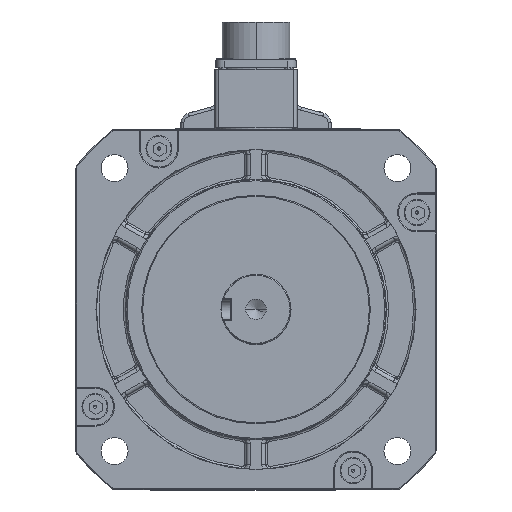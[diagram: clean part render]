
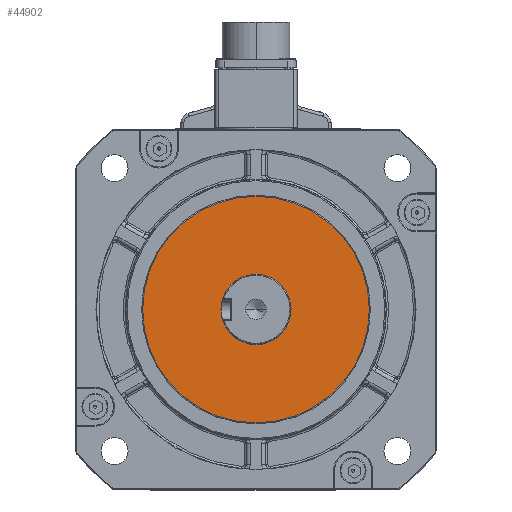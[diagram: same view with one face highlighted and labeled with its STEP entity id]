
A CAD part, top view. The second image highlights one B-rep face of the part: STEP entity #44902.
In plain terms, the highlighted planar face has unit normal (0, 0, 1).
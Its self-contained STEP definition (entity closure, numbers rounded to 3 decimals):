
#1452 = AXIS2_PLACEMENT_3D ( 'NONE', #16779, #17695, #51717 ) ;
#5259 = DIRECTION ( 'NONE',  ( 0., 0., 1. ) ) ;
#6296 = AXIS2_PLACEMENT_3D ( 'NONE', #47624, #61398, #13230 ) ;
#8871 = ORIENTED_EDGE ( 'NONE', *, *, #55222, .T. ) ;
#12653 = CIRCLE ( 'NONE', #1452, 56.65 ) ;
#13137 = CARTESIAN_POINT ( 'NONE',  ( 0., 17.3, 55.7 ) ) ;
#13230 = DIRECTION ( 'NONE',  ( 0., 1., 0. ) ) ;
#16609 = DIRECTION ( 'NONE',  ( 0., 0., -1. ) ) ;
#16779 = CARTESIAN_POINT ( 'NONE',  ( 0., 0., 55.7 ) ) ;
#17695 = DIRECTION ( 'NONE',  ( 0., 0., 1. ) ) ;
#19034 = FACE_BOUND ( 'NONE', #34092, .T. ) ;
#22278 = CARTESIAN_POINT ( 'NONE',  ( -56.65, 0., 55.7 ) ) ;
#22517 = VERTEX_POINT ( 'NONE', #22278 ) ;
#26203 = EDGE_CURVE ( 'NONE', #29552, #51196, #67296, .T. ) ;
#29081 = CIRCLE ( 'NONE', #61814, 56.65 ) ;
#29552 = VERTEX_POINT ( 'NONE', #51597 ) ;
#34092 = EDGE_LOOP ( 'NONE', ( #80202, #74815 ) ) ;
#34869 = DIRECTION ( 'NONE',  ( 0., 0., 1. ) ) ;
#37805 = DIRECTION ( 'NONE',  ( 0., 1., 0. ) ) ;
#42796 = EDGE_CURVE ( 'NONE', #51196, #29552, #46637, .T. ) ;
#44519 = CARTESIAN_POINT ( 'NONE',  ( 0., 0., 55.7 ) ) ;
#44902 = ADVANCED_FACE ( 'NONE', ( #19034, #66174 ), #54775, .T. ) ;
#46637 = CIRCLE ( 'NONE', #85803, 17.3 ) ;
#46804 = CARTESIAN_POINT ( 'NONE',  ( 56.65, 0., 55.7 ) ) ;
#47199 = AXIS2_PLACEMENT_3D ( 'NONE', #83300, #34869, #68930 ) ;
#47624 = CARTESIAN_POINT ( 'NONE',  ( 0., 0., 55.7 ) ) ;
#48120 = VERTEX_POINT ( 'NONE', #46804 ) ;
#51196 = VERTEX_POINT ( 'NONE', #13137 ) ;
#51597 = CARTESIAN_POINT ( 'NONE',  ( 0., -17.3, 55.7 ) ) ;
#51717 = DIRECTION ( 'NONE',  ( 1., 0., 0. ) ) ;
#54775 = PLANE ( 'NONE',  #47199 ) ;
#55222 = EDGE_CURVE ( 'NONE', #22517, #48120, #12653, .T. ) ;
#61087 = DIRECTION ( 'NONE',  ( 1., 0., 0. ) ) ;
#61398 = DIRECTION ( 'NONE',  ( 0., 0., -1. ) ) ;
#61406 = CARTESIAN_POINT ( 'NONE',  ( 0., 0., 55.7 ) ) ;
#61814 = AXIS2_PLACEMENT_3D ( 'NONE', #61406, #5259, #61087 ) ;
#66174 = FACE_OUTER_BOUND ( 'NONE', #79425, .T. ) ;
#67296 = CIRCLE ( 'NONE', #6296, 17.3 ) ;
#68930 = DIRECTION ( 'NONE',  ( 1., 0., 0. ) ) ;
#74815 = ORIENTED_EDGE ( 'NONE', *, *, #26203, .T. ) ;
#79425 = EDGE_LOOP ( 'NONE', ( #8871, #84244 ) ) ;
#80202 = ORIENTED_EDGE ( 'NONE', *, *, #42796, .T. ) ;
#83300 = CARTESIAN_POINT ( 'NONE',  ( 52.5, 0., 55.7 ) ) ;
#84244 = ORIENTED_EDGE ( 'NONE', *, *, #84611, .T. ) ;
#84611 = EDGE_CURVE ( 'NONE', #48120, #22517, #29081, .T. ) ;
#85803 = AXIS2_PLACEMENT_3D ( 'NONE', #44519, #16609, #37805 ) ;
